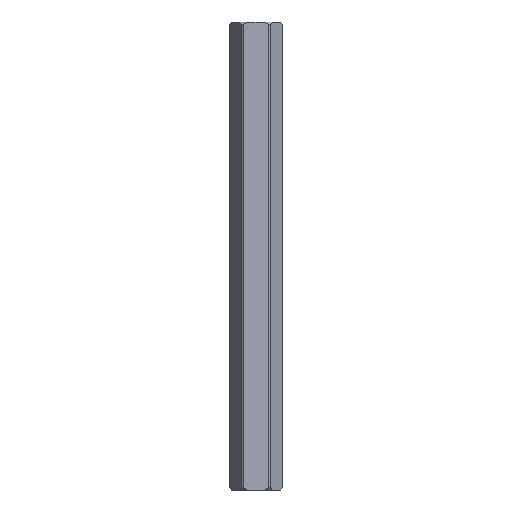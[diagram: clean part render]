
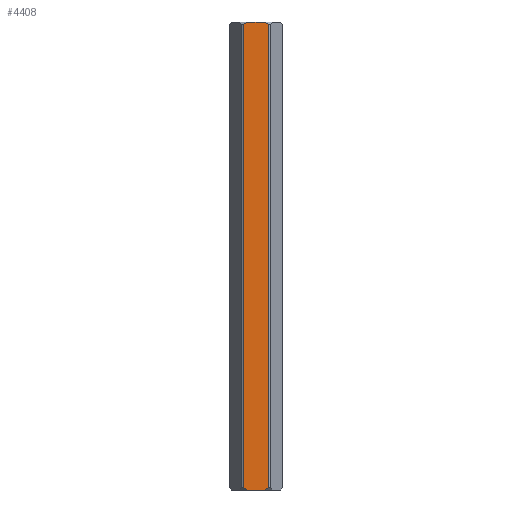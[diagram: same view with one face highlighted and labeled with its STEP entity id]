
A CAD part, front view. The second image highlights one B-rep face of the part: STEP entity #4408.
In plain terms, the highlighted planar face has unit normal (0, -1, 0).
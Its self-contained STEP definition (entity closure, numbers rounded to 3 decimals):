
#29=PLANE('',#4667);
#266=FACE_OUTER_BOUND('',#498,.T.);
#498=EDGE_LOOP('',(#3475,#3476,#3477,#3478,#3479,#3480,#3481,#3482));
#1171=LINE('',#12920,#1431);
#1173=LINE('',#12926,#1433);
#1176=LINE('',#12932,#1436);
#1177=LINE('',#12934,#1437);
#1178=LINE('',#12936,#1438);
#1179=LINE('',#12938,#1439);
#1180=LINE('',#12940,#1440);
#1181=LINE('',#12941,#1441);
#1431=VECTOR('',#5369,10.);
#1433=VECTOR('',#5375,10.);
#1436=VECTOR('',#5380,10.);
#1437=VECTOR('',#5381,10.);
#1438=VECTOR('',#5382,10.);
#1439=VECTOR('',#5383,10.);
#1440=VECTOR('',#5384,10.);
#1441=VECTOR('',#5385,10.);
#1901=VERTEX_POINT('',#12917);
#1902=VERTEX_POINT('',#12919);
#1904=VERTEX_POINT('',#12925);
#1906=VERTEX_POINT('',#12931);
#1907=VERTEX_POINT('',#12933);
#1908=VERTEX_POINT('',#12935);
#1909=VERTEX_POINT('',#12937);
#1910=VERTEX_POINT('',#12939);
#2567=EDGE_CURVE('',#1901,#1902,#1171,.T.);
#2570=EDGE_CURVE('',#1902,#1904,#1173,.T.);
#2573=EDGE_CURVE('',#1901,#1906,#1176,.T.);
#2574=EDGE_CURVE('',#1907,#1906,#1177,.T.);
#2575=EDGE_CURVE('',#1907,#1908,#1178,.T.);
#2576=EDGE_CURVE('',#1909,#1908,#1179,.T.);
#2577=EDGE_CURVE('',#1910,#1909,#1180,.T.);
#2578=EDGE_CURVE('',#1910,#1904,#1181,.T.);
#3475=ORIENTED_EDGE('',*,*,#2567,.F.);
#3476=ORIENTED_EDGE('',*,*,#2573,.T.);
#3477=ORIENTED_EDGE('',*,*,#2574,.F.);
#3478=ORIENTED_EDGE('',*,*,#2575,.T.);
#3479=ORIENTED_EDGE('',*,*,#2576,.F.);
#3480=ORIENTED_EDGE('',*,*,#2577,.F.);
#3481=ORIENTED_EDGE('',*,*,#2578,.T.);
#3482=ORIENTED_EDGE('',*,*,#2570,.F.);
#4408=ADVANCED_FACE('',(#266),#29,.T.);
#4667=AXIS2_PLACEMENT_3D('',#12930,#5378,#5379);
#5369=DIRECTION('',(0.,0.,-1.));
#5375=DIRECTION('',(-0.894,0.,-0.447));
#5378=DIRECTION('center_axis',(0.,-1.,0.));
#5379=DIRECTION('ref_axis',(1.,0.,0.));
#5380=DIRECTION('',(-0.894,0.,0.447));
#5381=DIRECTION('',(1.,0.,0.));
#5382=DIRECTION('',(-0.894,0.,-0.447));
#5383=DIRECTION('',(0.,0.,1.));
#5384=DIRECTION('',(-0.894,0.,0.447));
#5385=DIRECTION('',(1.,0.,0.));
#12917=CARTESIAN_POINT('',(1.328,-2.5,24.771));
#12919=CARTESIAN_POINT('',(1.328,-2.5,-24.771));
#12920=CARTESIAN_POINT('',(1.328,-2.5,0.));
#12925=CARTESIAN_POINT('',(0.87,-2.5,-25.));
#12926=CARTESIAN_POINT('',(5.29,-2.5,-22.79));
#12930=CARTESIAN_POINT('Origin',(-1.443,-2.5,0.));
#12931=CARTESIAN_POINT('',(0.87,-2.5,25.));
#12932=CARTESIAN_POINT('',(5.29,-2.5,22.79));
#12933=CARTESIAN_POINT('',(-0.87,-2.5,25.));
#12934=CARTESIAN_POINT('',(-1.443,-2.5,25.));
#12935=CARTESIAN_POINT('',(-1.328,-2.5,24.771));
#12936=CARTESIAN_POINT('',(-6.098,-2.5,22.386));
#12937=CARTESIAN_POINT('',(-1.328,-2.5,-24.771));
#12938=CARTESIAN_POINT('',(-1.328,-2.5,0.));
#12939=CARTESIAN_POINT('',(-0.87,-2.5,-25.));
#12940=CARTESIAN_POINT('',(-6.098,-2.5,-22.386));
#12941=CARTESIAN_POINT('',(-1.443,-2.5,-25.));
